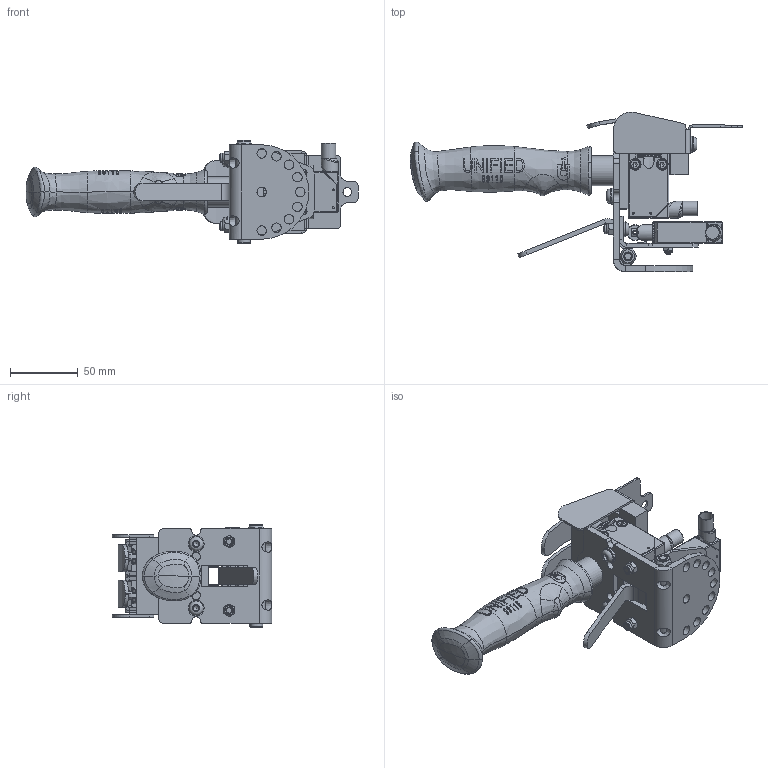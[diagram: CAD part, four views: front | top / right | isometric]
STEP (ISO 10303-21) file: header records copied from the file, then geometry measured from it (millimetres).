
FILE_DESCRIPTION(/* description */ ('ELECTRIC TWO BUTTON HANDLE ASSEMBLY FOR UP/DN WITH TRIGGER'),/* implementation_level */ '2;1');
FILE_NAME(/* name */ '79713.stp',/* time_stamp */ '2021-08-19T14:21:12-04:00',/* author */ ('mnhhw'),/* organization */ (''),/* preprocessor_version */ 'ST-DEVELOPER v17',/* originating_system */ 'Autodesk Inventor 2019',/* authorisation */ '');
FILE_SCHEMA (('AUTOMOTIVE_DESIGN { 1 0 10303 214 3 1 1 }'));
Products named in the file (46): 79713; 79702; 79657; 79667; 79666; 99110; 79675; 79708; 79709; 79648; 79651; 79651_1; 79644; 52495; 51939; 52084; 50619; 79687; 79679; 79659; 79688; TRIGGER SWITCH; switch_zcmd21m12; switch_zcmd21m12 1; switch_zcmd21m12 2; switch_zcmd21m12 3; switch_zcmd21m12 4; switch_zce02; switch_zce02 1; switch_zce02 2; switch_zce02 3; switch_zce02 4; switch_zce02 5; switch_zce02 6; switch_zce02 7; switch_zce02 8; switch_zce02 9; switch_zce02 10; switch_zce02 11; 50320 ...
Assembly tree (62 placements, depth 5):
  79713
    79702
      79657
        79667
        79666
        99110
        79675  x2
      79708
      79709  x2
        switch_zcmd21m12
          switch_zcmd21m12 1
          switch_zcmd21m12 2
          switch_zcmd21m12 3
          switch_zcmd21m12 4
        switch_zce02
          switch_zce02 1
          switch_zce02 2
          switch_zce02 3
          switch_zce02 4
          switch_zce02 5
          switch_zce02 6
          switch_zce02 7
          switch_zce02 8
          switch_zce02 9
          switch_zce02 10
          switch_zce02 11
      79648
      79651
      79651_1
      79644
      52495  x4
      51939  x2
      52084  x2
      50619  x4
    79687
      79679
      79659
      79688
      TRIGGER SWITCH
        switch_zcmd21m12
          switch_zcmd21m12 1
          switch_zcmd21m12 2
          switch_zcmd21m12 3
          switch_zcmd21m12 4
        switch_zce02
          switch_zce02 1
          switch_zce02 2
          switch_zce02 3
          switch_zce02 4
          switch_zce02 5
          switch_zce02 6
          switch_zce02 7
          switch_zce02 8
          switch_zce02 9
          switch_zce02 10
          switch_zce02 11
      50320
      52010
      50622  x2
      52089  x2
Bounding box: 245.53 x 117.98 x 76.2 mm (x, y, z)
Volume: 303722.5 mm3; surface area: 163114.4 mm2
Topology: 82 solids, 82 shells, 2696 faces, 7062 edges, 4585 vertices
Faces by surface type: plane 1110, cylinder 625, bspline 487, cone 220, torus 167, sphere 87
Full cylindrical faces by diameter (mm): 0.8 x6, 1.5 x15, 1.55 x6, 2.53 x6, 2.62 x3, 2.9 x3, 3.242 x2, 3.251 x2, 3.5 x3, 3.65 x3, 4 x6, 4.134 x2, 4.25 x9, 4.762 x3, 4.928 x4, 4.953 x4, 4.978 x1, 5 x2, 5.08 x4, 5.25 x3, 5.4 x3, 5.512 x2, 5.6 x2, 5.95 x2, 6 x4, 6.35 x8, 6.604 x2, 6.8 x2, 6.909 x1, 6.985 x10
Entity records: 78332 total; most frequent: CARTESIAN_POINT 42555, ORIENTED_EDGE 7744, DIRECTION 6235, EDGE_CURVE 3872, VERTEX_POINT 2565, AXIS2_PLACEMENT_3D 2350, EDGE_LOOP 1633, LINE 1535
